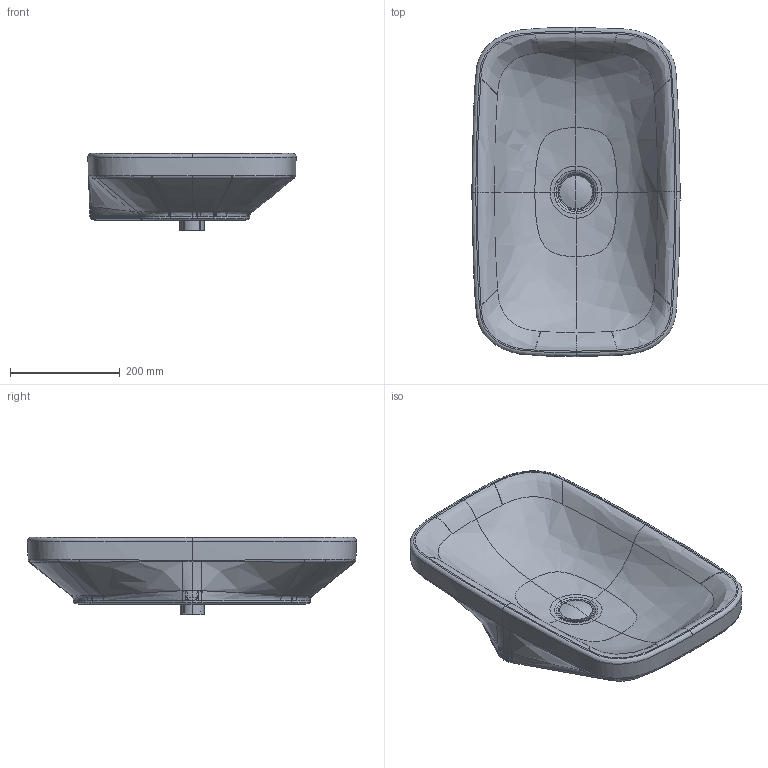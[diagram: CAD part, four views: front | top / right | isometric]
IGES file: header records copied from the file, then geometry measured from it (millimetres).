
Global section: file name: No Iges File Name specified; native system: Autodesk Inventor 2011; preprocessor: AutoDesk Inventor Iges Exporter R2011; author: Administrator; date: 20131010.092218; units: millimetre
Bounding box: 379.49 x 599.76 x 140.66 mm (x, y, z)
Volume: 9513621.1 mm3; surface area: 621616.9 mm2
Topology: 3 solids, 3 shells, 612 faces, 1538 edges, 928 vertices
Faces by surface type: bspline 493, cylinder 51, plane 35, revolution 19, torus 10, cone 4
